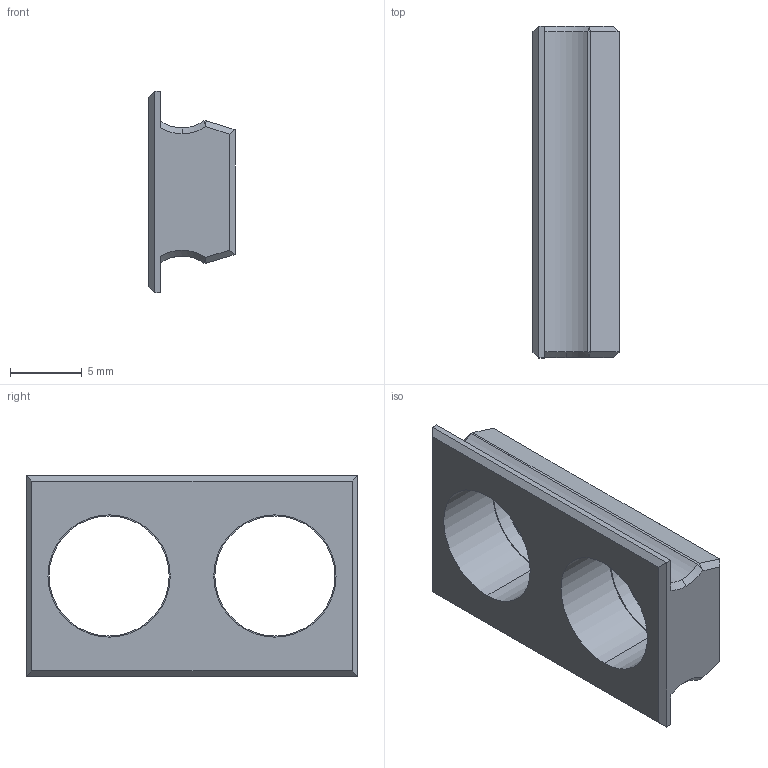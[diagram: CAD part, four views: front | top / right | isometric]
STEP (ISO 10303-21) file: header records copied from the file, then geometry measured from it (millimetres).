
FILE_DESCRIPTION (( 'STEP AP203' ), '1' );
FILE_NAME ('Cover_Body_DualxN.STEP', '2025-04-05T21:54:55', ( '' ), ( '' ), 'SwSTEP 2.0', 'SolidWorks 2024', '' );
FILE_SCHEMA (( 'CONFIG_CONTROL_DESIGN' ));
Length unit declared in the file: millimetre
Products named in the file (1): Cover_Body_DualxN
Bounding box: 5.98 x 23.05 x 14 mm (x, y, z)
Volume: 681.4 mm3; surface area: 1094.2 mm2
Topology: 1 solids, 1 shells, 49 faces, 127 edges, 80 vertices
Faces by surface type: plane 28, cylinder 11, cone 10
Entity records: 1582 total; most frequent: CARTESIAN_POINT 317, ORIENTED_EDGE 254, DIRECTION 239, EDGE_CURVE 127, AXIS2_PLACEMENT_3D 82, VERTEX_POINT 80, LINE 75, VECTOR 75
